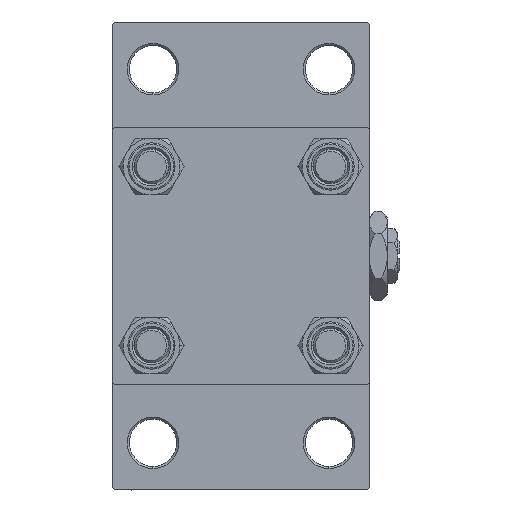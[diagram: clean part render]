
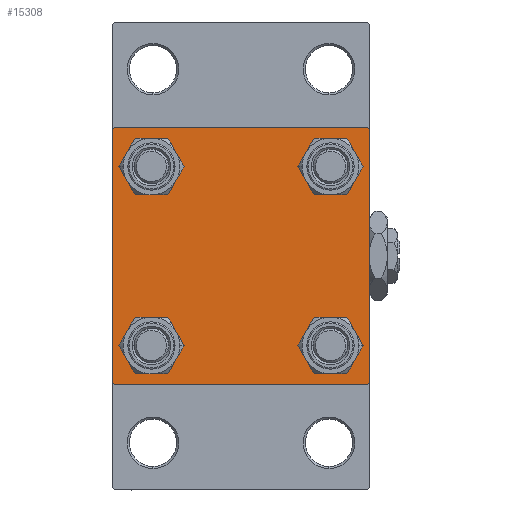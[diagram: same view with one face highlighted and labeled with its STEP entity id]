
A CAD part, left-side view. The second image highlights one B-rep face of the part: STEP entity #15308.
In plain terms, the highlighted planar face has unit normal (-1, 0, 0).
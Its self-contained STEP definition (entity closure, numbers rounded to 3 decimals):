
#284 = EDGE_CURVE ( 'NONE', #8080, #45717, #7874, .T. ) ;
#399 = ORIENTED_EDGE ( 'NONE', *, *, #10161, .T. ) ;
#476 = ORIENTED_EDGE ( 'NONE', *, *, #33452, .T. ) ;
#1912 = CARTESIAN_POINT ( 'NONE',  ( 0., 29.75, -29.75 ) ) ;
#2178 = ORIENTED_EDGE ( 'NONE', *, *, #26079, .T. ) ;
#3916 = CIRCLE ( 'NONE', #44280, 4.5 ) ;
#4012 = CARTESIAN_POINT ( 'NONE',  ( 0., -30., 29.5 ) ) ;
#4539 = EDGE_CURVE ( 'NONE', #38175, #47096, #3916, .T. ) ;
#4910 = ORIENTED_EDGE ( 'NONE', *, *, #34352, .T. ) ;
#5598 = DIRECTION ( 'NONE',  ( 0., 0., -1. ) ) ;
#5632 = DIRECTION ( 'NONE',  ( 1., 0., 0. ) ) ;
#5816 = CARTESIAN_POINT ( 'NONE',  ( 0., -20.85, 16.35 ) ) ;
#7668 = CARTESIAN_POINT ( 'NONE',  ( 0., -20.85, 20.85 ) ) ;
#7798 = CARTESIAN_POINT ( 'NONE',  ( 0., 29.75, 29.75 ) ) ;
#7827 = EDGE_CURVE ( 'NONE', #28298, #29546, #18597, .T. ) ;
#7874 = LINE ( 'NONE', #23290, #44049 ) ;
#8080 = VERTEX_POINT ( 'NONE', #4012 ) ;
#8150 = ORIENTED_EDGE ( 'NONE', *, *, #44364, .F. ) ;
#8154 = VERTEX_POINT ( 'NONE', #36841 ) ;
#8953 = CARTESIAN_POINT ( 'NONE',  ( 0., 29.5, -30. ) ) ;
#9097 = DIRECTION ( 'NONE',  ( 0., 0., 1. ) ) ;
#9502 = CARTESIAN_POINT ( 'NONE',  ( 0., -20.85, -25.35 ) ) ;
#10161 = EDGE_CURVE ( 'NONE', #39955, #14699, #12104, .T. ) ;
#10617 = VECTOR ( 'NONE', #20717, 1000. ) ;
#11230 = VERTEX_POINT ( 'NONE', #24974 ) ;
#11506 = ORIENTED_EDGE ( 'NONE', *, *, #20950, .T. ) ;
#11680 = AXIS2_PLACEMENT_3D ( 'NONE', #44043, #5632, #36467 ) ;
#11711 = EDGE_CURVE ( 'NONE', #14699, #45717, #32678, .T. ) ;
#11968 = VERTEX_POINT ( 'NONE', #23060 ) ;
#12104 = LINE ( 'NONE', #46458, #14611 ) ;
#12248 = VERTEX_POINT ( 'NONE', #13587 ) ;
#12386 = CARTESIAN_POINT ( 'NONE',  ( 0., 30., 30. ) ) ;
#12556 = LINE ( 'NONE', #1912, #42567 ) ;
#13587 = CARTESIAN_POINT ( 'NONE',  ( 0., -29.5, 30. ) ) ;
#13671 = EDGE_LOOP ( 'NONE', ( #11506, #49592 ) ) ;
#14045 = FACE_BOUND ( 'NONE', #49657, .T. ) ;
#14381 = AXIS2_PLACEMENT_3D ( 'NONE', #16230, #24306, #16485 ) ;
#14611 = VECTOR ( 'NONE', #35592, 1000. ) ;
#14699 = VERTEX_POINT ( 'NONE', #34378 ) ;
#14743 = ORIENTED_EDGE ( 'NONE', *, *, #11711, .T. ) ;
#15308 = ADVANCED_FACE ( 'NONE', ( #22379, #18604, #49396, #14045, #29452 ), #37784, .T. ) ;
#16230 = CARTESIAN_POINT ( 'NONE',  ( 0., 20.85, 20.85 ) ) ;
#16238 = CARTESIAN_POINT ( 'NONE',  ( 0., 30., 30. ) ) ;
#16485 = DIRECTION ( 'NONE',  ( 0., 0., 1. ) ) ;
#16570 = CARTESIAN_POINT ( 'NONE',  ( 0., -20.85, 25.35 ) ) ;
#17449 = CARTESIAN_POINT ( 'NONE',  ( 0., -30., -29.5 ) ) ;
#17629 = DIRECTION ( 'NONE',  ( 0., 0., 1. ) ) ;
#18495 = DIRECTION ( 'NONE',  ( 1., 0., 0. ) ) ;
#18597 = CIRCLE ( 'NONE', #46011, 4.5 ) ;
#18604 = FACE_BOUND ( 'NONE', #40961, .T. ) ;
#18748 = DIRECTION ( 'NONE',  ( 0., 0.707, 0.707 ) ) ;
#19733 = VERTEX_POINT ( 'NONE', #48466 ) ;
#19747 = DIRECTION ( 'NONE',  ( 0., 0., -1. ) ) ;
#20601 = DIRECTION ( 'NONE',  ( 1., 0., 0. ) ) ;
#20653 = CARTESIAN_POINT ( 'NONE',  ( 0., -20.85, -16.35 ) ) ;
#20717 = DIRECTION ( 'NONE',  ( 0., -1., 0. ) ) ;
#20950 = EDGE_CURVE ( 'NONE', #11230, #33162, #21342, .T. ) ;
#21160 = ORIENTED_EDGE ( 'NONE', *, *, #4539, .T. ) ;
#21326 = ORIENTED_EDGE ( 'NONE', *, *, #32233, .T. ) ;
#21342 = CIRCLE ( 'NONE', #11680, 4.5 ) ;
#21538 = VERTEX_POINT ( 'NONE', #21542 ) ;
#21542 = CARTESIAN_POINT ( 'NONE',  ( 0., 30., 29.5 ) ) ;
#21911 = ORIENTED_EDGE ( 'NONE', *, *, #26240, .T. ) ;
#22379 = FACE_BOUND ( 'NONE', #49847, .T. ) ;
#23060 = CARTESIAN_POINT ( 'NONE',  ( 0., 20.85, 16.35 ) ) ;
#23082 = DIRECTION ( 'NONE',  ( 0., 0., 1. ) ) ;
#23147 = VECTOR ( 'NONE', #26262, 1000. ) ;
#23290 = CARTESIAN_POINT ( 'NONE',  ( 0., -30., 30. ) ) ;
#24306 = DIRECTION ( 'NONE',  ( 1., 0., 0. ) ) ;
#24354 = DIRECTION ( 'NONE',  ( 0., -0.707, 0.707 ) ) ;
#24974 = CARTESIAN_POINT ( 'NONE',  ( 0., 20.85, -16.35 ) ) ;
#25658 = CIRCLE ( 'NONE', #14381, 4.5 ) ;
#25913 = CARTESIAN_POINT ( 'NONE',  ( 0., 0., 0. ) ) ;
#26079 = EDGE_CURVE ( 'NONE', #29546, #28298, #27974, .T. ) ;
#26240 = EDGE_CURVE ( 'NONE', #19733, #21538, #34834, .T. ) ;
#26262 = DIRECTION ( 'NONE',  ( 0., 0.707, -0.707 ) ) ;
#26800 = CARTESIAN_POINT ( 'NONE',  ( 0., 20.85, -20.85 ) ) ;
#27052 = CARTESIAN_POINT ( 'NONE',  ( 0., -29.75, 29.75 ) ) ;
#27633 = AXIS2_PLACEMENT_3D ( 'NONE', #28177, #20601, #36011 ) ;
#27974 = CIRCLE ( 'NONE', #29595, 4.5 ) ;
#28177 = CARTESIAN_POINT ( 'NONE',  ( 0., 20.85, 20.85 ) ) ;
#28298 = VERTEX_POINT ( 'NONE', #9502 ) ;
#28334 = VECTOR ( 'NONE', #24354, 1000. ) ;
#28389 = ORIENTED_EDGE ( 'NONE', *, *, #7827, .T. ) ;
#29452 = FACE_OUTER_BOUND ( 'NONE', #34225, .T. ) ;
#29546 = VERTEX_POINT ( 'NONE', #20653 ) ;
#29595 = AXIS2_PLACEMENT_3D ( 'NONE', #35380, #39910, #9097 ) ;
#30116 = LINE ( 'NONE', #27052, #44470 ) ;
#30189 = ORIENTED_EDGE ( 'NONE', *, *, #43129, .T. ) ;
#30413 = DIRECTION ( 'NONE',  ( 1., 0., 0. ) ) ;
#32149 = CIRCLE ( 'NONE', #33790, 4.5 ) ;
#32188 = CARTESIAN_POINT ( 'NONE',  ( 0., -29.75, -29.75 ) ) ;
#32233 = EDGE_CURVE ( 'NONE', #8154, #39955, #12556, .T. ) ;
#32678 = LINE ( 'NONE', #32188, #28334 ) ;
#32937 = CARTESIAN_POINT ( 'NONE',  ( 0., 20.85, -25.35 ) ) ;
#33160 = CIRCLE ( 'NONE', #42058, 4.5 ) ;
#33162 = VERTEX_POINT ( 'NONE', #32937 ) ;
#33452 = EDGE_CURVE ( 'NONE', #11968, #39332, #25658, .T. ) ;
#33790 = AXIS2_PLACEMENT_3D ( 'NONE', #7668, #30413, #23082 ) ;
#34006 = DIRECTION ( 'NONE',  ( 0., 0., 1. ) ) ;
#34225 = EDGE_LOOP ( 'NONE', ( #4910, #21326, #399, #14743, #34874, #30189, #8150, #21911 ) ) ;
#34252 = EDGE_CURVE ( 'NONE', #47096, #38175, #32149, .T. ) ;
#34352 = EDGE_CURVE ( 'NONE', #21538, #8154, #40211, .T. ) ;
#34378 = CARTESIAN_POINT ( 'NONE',  ( 0., -29.5, -30. ) ) ;
#34705 = LINE ( 'NONE', #12386, #10617 ) ;
#34834 = LINE ( 'NONE', #7798, #23147 ) ;
#34874 = ORIENTED_EDGE ( 'NONE', *, *, #284, .F. ) ;
#35380 = CARTESIAN_POINT ( 'NONE',  ( 0., -20.85, -20.85 ) ) ;
#35592 = DIRECTION ( 'NONE',  ( 0., -1., 0. ) ) ;
#35596 = ORIENTED_EDGE ( 'NONE', *, *, #47098, .T. ) ;
#36011 = DIRECTION ( 'NONE',  ( 0., 0., 1. ) ) ;
#36467 = DIRECTION ( 'NONE',  ( 0., 0., 1. ) ) ;
#36841 = CARTESIAN_POINT ( 'NONE',  ( 0., 30., -29.5 ) ) ;
#37784 = PLANE ( 'NONE',  #49480 ) ;
#38175 = VERTEX_POINT ( 'NONE', #5816 ) ;
#38763 = DIRECTION ( 'NONE',  ( 0., 0., 1. ) ) ;
#39332 = VERTEX_POINT ( 'NONE', #39387 ) ;
#39387 = CARTESIAN_POINT ( 'NONE',  ( 0., 20.85, 25.35 ) ) ;
#39910 = DIRECTION ( 'NONE',  ( 1., 0., 0. ) ) ;
#39955 = VERTEX_POINT ( 'NONE', #8953 ) ;
#40211 = LINE ( 'NONE', #16238, #40216 ) ;
#40216 = VECTOR ( 'NONE', #5598, 1000. ) ;
#40961 = EDGE_LOOP ( 'NONE', ( #2178, #28389 ) ) ;
#41318 = DIRECTION ( 'NONE',  ( -1., 0., 0. ) ) ;
#42058 = AXIS2_PLACEMENT_3D ( 'NONE', #26800, #18495, #45995 ) ;
#42567 = VECTOR ( 'NONE', #47405, 1000. ) ;
#43129 = EDGE_CURVE ( 'NONE', #8080, #12248, #30116, .T. ) ;
#43443 = EDGE_CURVE ( 'NONE', #33162, #11230, #33160, .T. ) ;
#44043 = CARTESIAN_POINT ( 'NONE',  ( 0., 20.85, -20.85 ) ) ;
#44049 = VECTOR ( 'NONE', #19747, 1000. ) ;
#44280 = AXIS2_PLACEMENT_3D ( 'NONE', #48927, #44389, #17629 ) ;
#44364 = EDGE_CURVE ( 'NONE', #19733, #12248, #34705, .T. ) ;
#44389 = DIRECTION ( 'NONE',  ( 1., 0., 0. ) ) ;
#44470 = VECTOR ( 'NONE', #18748, 1000. ) ;
#45049 = ORIENTED_EDGE ( 'NONE', *, *, #34252, .T. ) ;
#45717 = VERTEX_POINT ( 'NONE', #17449 ) ;
#45995 = DIRECTION ( 'NONE',  ( 0., 0., 1. ) ) ;
#46011 = AXIS2_PLACEMENT_3D ( 'NONE', #49637, #46338, #38763 ) ;
#46338 = DIRECTION ( 'NONE',  ( 1., 0., 0. ) ) ;
#46458 = CARTESIAN_POINT ( 'NONE',  ( 0., 30., -30. ) ) ;
#47096 = VERTEX_POINT ( 'NONE', #16570 ) ;
#47098 = EDGE_CURVE ( 'NONE', #39332, #11968, #49421, .T. ) ;
#47405 = DIRECTION ( 'NONE',  ( 0., -0.707, -0.707 ) ) ;
#48466 = CARTESIAN_POINT ( 'NONE',  ( 0., 29.5, 30. ) ) ;
#48927 = CARTESIAN_POINT ( 'NONE',  ( 0., -20.85, 20.85 ) ) ;
#49396 = FACE_BOUND ( 'NONE', #13671, .T. ) ;
#49421 = CIRCLE ( 'NONE', #27633, 4.5 ) ;
#49480 = AXIS2_PLACEMENT_3D ( 'NONE', #25913, #41318, #34006 ) ;
#49592 = ORIENTED_EDGE ( 'NONE', *, *, #43443, .T. ) ;
#49637 = CARTESIAN_POINT ( 'NONE',  ( 0., -20.85, -20.85 ) ) ;
#49657 = EDGE_LOOP ( 'NONE', ( #35596, #476 ) ) ;
#49847 = EDGE_LOOP ( 'NONE', ( #45049, #21160 ) ) ;
